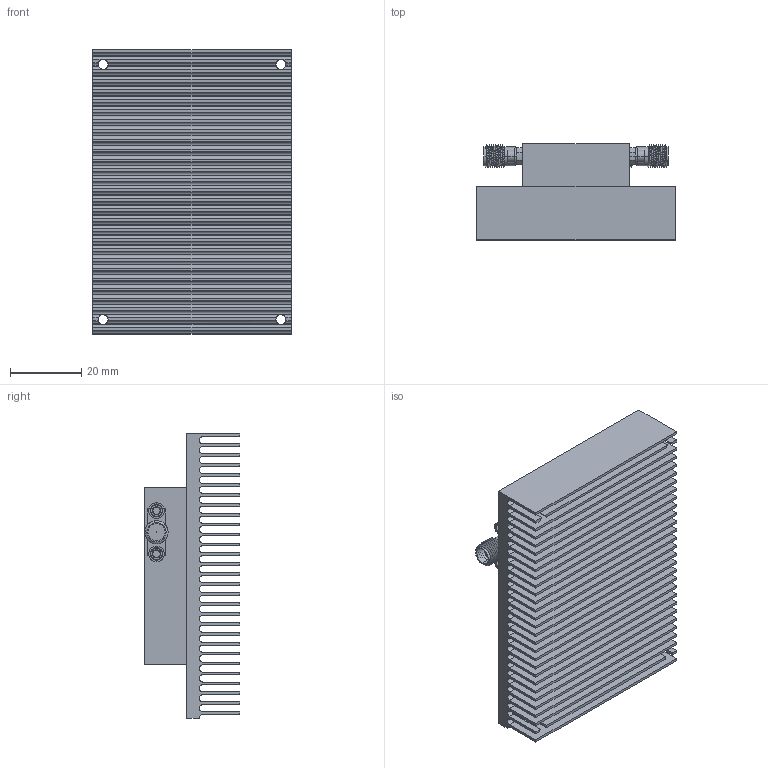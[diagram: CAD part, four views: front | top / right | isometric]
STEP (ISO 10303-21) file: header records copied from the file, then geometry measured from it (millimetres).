
FILE_DESCRIPTION (( 'STEP AP203' ), '1' );
FILE_NAME ('SBB-0122233530-SFSF-E3.STEP', '2019-05-16T22:40:08', ( '' ), ( '' ), 'SwSTEP 2.0', 'SolidWorks 2016', '' );
FILE_SCHEMA (( 'CONFIG_CONTROL_DESIGN' ));
Length unit declared in the file: inch
Products named in the file (1): SBB-0122233530-SFSF-E3
Bounding box: 55.98 x 26.99 x 80.01 mm (x, y, z)
Volume: 49010.4 mm3; surface area: 49880 mm2
Topology: 1 solids, 1 shells, 538 faces, 1463 edges, 942 vertices
Faces by surface type: plane 253, cylinder 225, cone 44, bspline 16
Entity records: 21964 total; most frequent: CARTESIAN_POINT 8736, ORIENTED_EDGE 2926, DIRECTION 2611, EDGE_CURVE 1463, VERTEX_POINT 942, AXIS2_PLACEMENT_3D 889, LINE 833, VECTOR 833
